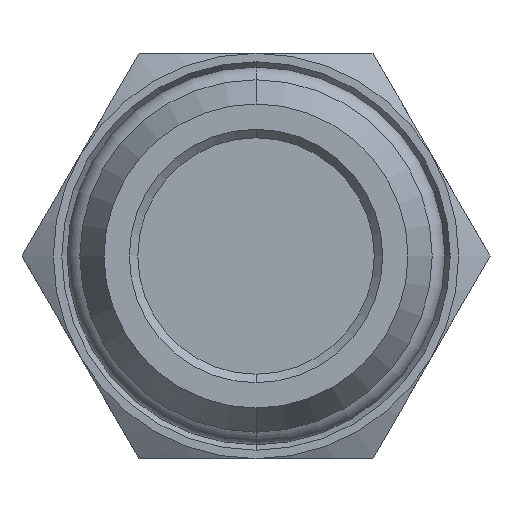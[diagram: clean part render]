
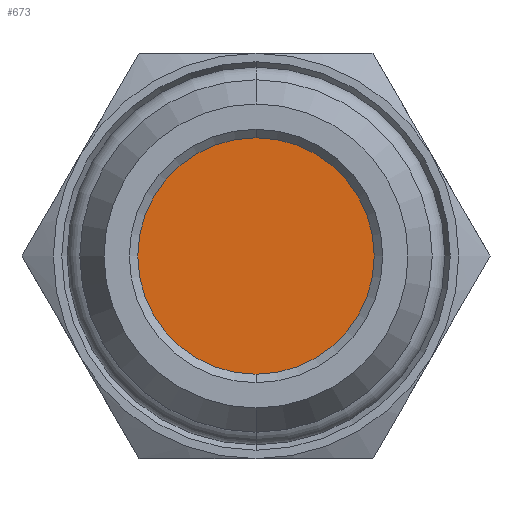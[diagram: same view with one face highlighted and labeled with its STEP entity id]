
A CAD part, front view. The second image highlights one B-rep face of the part: STEP entity #673.
In plain terms, the highlighted planar face has unit normal (0, -1, 0).
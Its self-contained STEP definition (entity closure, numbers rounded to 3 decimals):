
#1 = DIRECTION ( 'NONE',  ( 0., 0., 1. ) ) ;
#188 = FACE_OUTER_BOUND ( 'NONE', #3631, .T. ) ;
#295 = CIRCLE ( 'NONE', #2302, 7. ) ;
#371 = CIRCLE ( 'NONE', #2337, 7. ) ;
#494 = PLANE ( 'NONE',  #2130 ) ;
#502 = CARTESIAN_POINT ( 'NONE',  ( -7.875, 0.858, 0. ) ) ;
#503 = DIRECTION ( 'NONE',  ( 0., 1., 0. ) ) ;
#504 = DIRECTION ( 'NONE',  ( 0., 0., 1. ) ) ;
#648 = CARTESIAN_POINT ( 'NONE',  ( 0., 0.858, 0. ) ) ;
#649 = DIRECTION ( 'NONE',  ( 0., -1., 0. ) ) ;
#673 = ADVANCED_FACE ( 'NONE', ( #188 ), #494, .F. ) ;
#755 = CARTESIAN_POINT ( 'NONE',  ( 0., 0.858, 0. ) ) ;
#756 = DIRECTION ( 'NONE',  ( 0., -1., 0. ) ) ;
#757 = DIRECTION ( 'NONE',  ( 0., 0., 1. ) ) ;
#1011 = VERTEX_POINT ( 'NONE', #1742 ) ;
#1040 = VERTEX_POINT ( 'NONE', #1768 ) ;
#1292 = EDGE_CURVE ( 'NONE', #1040, #1011, #295, .T. ) ;
#1742 = CARTESIAN_POINT ( 'NONE',  ( 0., 0.858, -7. ) ) ;
#1768 = CARTESIAN_POINT ( 'NONE',  ( 0., 0.858, 7. ) ) ;
#2130 = AXIS2_PLACEMENT_3D ( 'NONE', #502, #503, #504 ) ;
#2302 = AXIS2_PLACEMENT_3D ( 'NONE', #755, #756, #757 ) ;
#2337 = AXIS2_PLACEMENT_3D ( 'NONE', #648, #649, #1 ) ;
#2382 = EDGE_CURVE ( 'NONE', #1011, #1040, #371, .T. ) ;
#3290 = ORIENTED_EDGE ( 'NONE', *, *, #2382, .T. ) ;
#3291 = ORIENTED_EDGE ( 'NONE', *, *, #1292, .T. ) ;
#3631 = EDGE_LOOP ( 'NONE', ( #3290, #3291 ) ) ;
